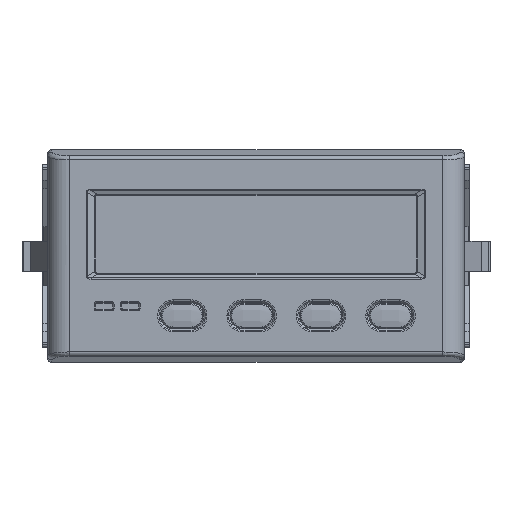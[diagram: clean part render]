
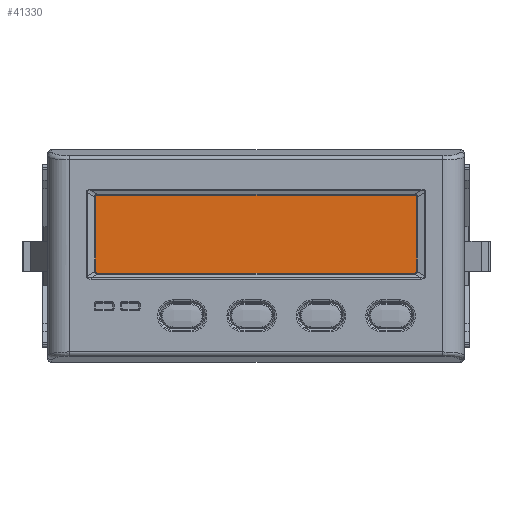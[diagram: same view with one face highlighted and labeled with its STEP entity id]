
A CAD part, top view. The second image highlights one B-rep face of the part: STEP entity #41330.
In plain terms, the highlighted planar face has unit normal (0, 0, 1).
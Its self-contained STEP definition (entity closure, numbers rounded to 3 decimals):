
#6151 = EDGE_LOOP ( 'NONE', ( #58293, #58294, #58295, #58296, #58297, #58298, #58299, #58300 ) ) ;
#21226 = AXIS2_PLACEMENT_3D ( 'NONE', #28469, #28470, #28471 ) ;
#21649 = AXIS2_PLACEMENT_3D ( 'NONE', #32788, #32789, #32790 ) ;
#21650 = AXIS2_PLACEMENT_3D ( 'NONE', #32793, #32794, #32795 ) ;
#21651 = AXIS2_PLACEMENT_3D ( 'NONE', #32798, #32799, #32800 ) ;
#21652 = AXIS2_PLACEMENT_3D ( 'NONE', #32803, #32804, #32805 ) ;
#28037 = FACE_OUTER_BOUND ( 'NONE', #6151, .T. ) ;
#28468 = PLANE ( 'NONE',  #21226 ) ;
#28469 = CARTESIAN_POINT ( 'NONE',  ( -37., -4., 2.5 ) ) ;
#28470 = DIRECTION ( 'NONE',  ( 0., 0., 1. ) ) ;
#28471 = DIRECTION ( 'NONE',  ( 1., 0., 0. ) ) ;
#30032 = LINE ( 'NONE', #32786, #30033 ) ;
#30033 = VECTOR ( 'NONE', #32787, 1000. ) ;
#30034 = LINE ( 'NONE', #32791, #30036 ) ;
#30035 = CIRCLE ( 'NONE', #21649, 0.5 ) ;
#30036 = VECTOR ( 'NONE', #32792, 1000. ) ;
#30037 = LINE ( 'NONE', #32796, #30039 ) ;
#30038 = CIRCLE ( 'NONE', #21650, 0.5 ) ;
#30039 = VECTOR ( 'NONE', #32797, 1000. ) ;
#30040 = LINE ( 'NONE', #32801, #30042 ) ;
#30041 = CIRCLE ( 'NONE', #21651, 0.5 ) ;
#30042 = VECTOR ( 'NONE', #32802, 1000. ) ;
#30044 = CIRCLE ( 'NONE', #21652, 0.5 ) ;
#32786 = CARTESIAN_POINT ( 'NONE',  ( -37., 14., 2.5 ) ) ;
#32787 = DIRECTION ( 'NONE',  ( -1., 0., 0. ) ) ;
#32788 = CARTESIAN_POINT ( 'NONE',  ( -36.5, 13.5, 2.5 ) ) ;
#32789 = DIRECTION ( 'NONE',  ( 0., 0., 1. ) ) ;
#32790 = DIRECTION ( 'NONE',  ( 1., 0., 0. ) ) ;
#32791 = CARTESIAN_POINT ( 'NONE',  ( -37., 14., 2.5 ) ) ;
#32792 = DIRECTION ( 'NONE',  ( 0., -1., 0. ) ) ;
#32793 = CARTESIAN_POINT ( 'NONE',  ( -36.5, -3.5, 2.5 ) ) ;
#32794 = DIRECTION ( 'NONE',  ( 0., 0., 1. ) ) ;
#32795 = DIRECTION ( 'NONE',  ( 1., 0., 0. ) ) ;
#32796 = CARTESIAN_POINT ( 'NONE',  ( -37., -4., 2.5 ) ) ;
#32797 = DIRECTION ( 'NONE',  ( 1., 0., 0. ) ) ;
#32798 = CARTESIAN_POINT ( 'NONE',  ( 36.5, -3.5, 2.5 ) ) ;
#32799 = DIRECTION ( 'NONE',  ( 0., 0., 1. ) ) ;
#32800 = DIRECTION ( 'NONE',  ( 1., 0., 0. ) ) ;
#32801 = CARTESIAN_POINT ( 'NONE',  ( 37., 14., 2.5 ) ) ;
#32802 = DIRECTION ( 'NONE',  ( 0., 1., 0. ) ) ;
#32803 = CARTESIAN_POINT ( 'NONE',  ( 36.5, 13.5, 2.5 ) ) ;
#32804 = DIRECTION ( 'NONE',  ( 0., 0., 1. ) ) ;
#32805 = DIRECTION ( 'NONE',  ( 1., 0., 0. ) ) ;
#41330 = ADVANCED_FACE ( 'NONE', ( #28037 ), #28468, .T. ) ;
#54661 = EDGE_CURVE ( 'NONE', #67942, #67943, #30032, .T. ) ;
#54662 = EDGE_CURVE ( 'NONE', #67943, #67945, #30035, .T. ) ;
#54663 = EDGE_CURVE ( 'NONE', #67945, #67947, #30034, .T. ) ;
#54664 = EDGE_CURVE ( 'NONE', #67947, #67948, #30038, .T. ) ;
#54665 = EDGE_CURVE ( 'NONE', #67948, #67950, #30037, .T. ) ;
#54666 = EDGE_CURVE ( 'NONE', #67950, #67952, #30041, .T. ) ;
#54667 = EDGE_CURVE ( 'NONE', #67952, #67954, #30040, .T. ) ;
#54668 = EDGE_CURVE ( 'NONE', #67954, #67942, #30044, .T. ) ;
#58293 = ORIENTED_EDGE ( 'NONE', *, *, #54661, .T. ) ;
#58294 = ORIENTED_EDGE ( 'NONE', *, *, #54662, .T. ) ;
#58295 = ORIENTED_EDGE ( 'NONE', *, *, #54663, .T. ) ;
#58296 = ORIENTED_EDGE ( 'NONE', *, *, #54664, .T. ) ;
#58297 = ORIENTED_EDGE ( 'NONE', *, *, #54665, .T. ) ;
#58298 = ORIENTED_EDGE ( 'NONE', *, *, #54666, .T. ) ;
#58299 = ORIENTED_EDGE ( 'NONE', *, *, #54667, .T. ) ;
#58300 = ORIENTED_EDGE ( 'NONE', *, *, #54668, .T. ) ;
#65052 = CARTESIAN_POINT ( 'NONE',  ( 36.5, 14., 2.5 ) ) ;
#65054 = CARTESIAN_POINT ( 'NONE',  ( -36.5, 14., 2.5 ) ) ;
#65056 = CARTESIAN_POINT ( 'NONE',  ( -37., 13.5, 2.5 ) ) ;
#65058 = CARTESIAN_POINT ( 'NONE',  ( -37., -3.5, 2.5 ) ) ;
#65060 = CARTESIAN_POINT ( 'NONE',  ( -36.5, -4., 2.5 ) ) ;
#65061 = CARTESIAN_POINT ( 'NONE',  ( 36.5, -4., 2.5 ) ) ;
#65063 = CARTESIAN_POINT ( 'NONE',  ( 37., -3.5, 2.5 ) ) ;
#65065 = CARTESIAN_POINT ( 'NONE',  ( 37., 13.5, 2.5 ) ) ;
#67942 = VERTEX_POINT ( 'NONE', #65052 ) ;
#67943 = VERTEX_POINT ( 'NONE', #65054 ) ;
#67945 = VERTEX_POINT ( 'NONE', #65056 ) ;
#67947 = VERTEX_POINT ( 'NONE', #65058 ) ;
#67948 = VERTEX_POINT ( 'NONE', #65060 ) ;
#67950 = VERTEX_POINT ( 'NONE', #65061 ) ;
#67952 = VERTEX_POINT ( 'NONE', #65063 ) ;
#67954 = VERTEX_POINT ( 'NONE', #65065 ) ;
